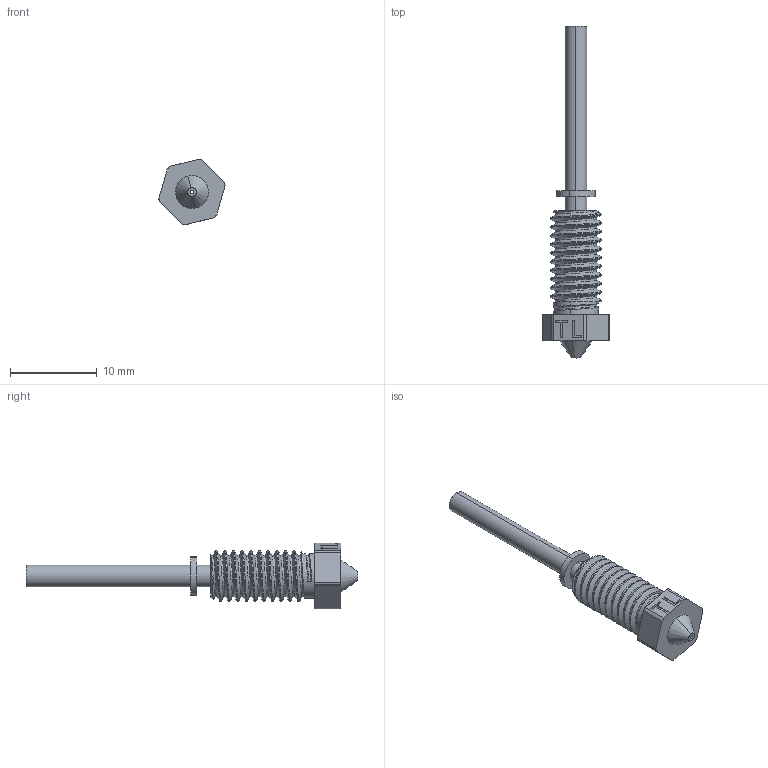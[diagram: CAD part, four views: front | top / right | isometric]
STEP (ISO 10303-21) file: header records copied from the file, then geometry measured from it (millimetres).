
FILE_DESCRIPTION (( 'STEP AP214' ), '1' );
FILE_NAME ('TUN-Nozzle-0.4mm.STEP', '2022-09-30T07:45:24', ( '' ), ( '' ), 'SwSTEP 2.0', 'SolidWorks 2020', '' );
FILE_SCHEMA (( 'AUTOMOTIVE_DESIGN' ));
Length unit declared in the file: millimetre
Products named in the file (4): titanV2_禱牉奪; titan-V2禱牉奪唳驗郲; TUN-Nozzle-0.4mm; titianV2_綰奪結え
Assembly tree (3 placements, depth 2):
  TUN-Nozzle-0.4mm
    titianV2_綰奪結え
    titanV2_禱牉奪
    titan-V2禱牉奪唳驗郲
Bounding box: 7.66 x 38.3 x 7.6 mm (x, y, z)
Volume: 397.6 mm3; surface area: 1004.2 mm2
Topology: 3 solids, 3 shells, 113 faces, 289 edges, 190 vertices
Faces by surface type: plane 54, cylinder 45, cone 11, bspline 3
Entity records: 5373 total; most frequent: CARTESIAN_POINT 2584, ORIENTED_EDGE 578, DIRECTION 522, EDGE_CURVE 289, VERTEX_POINT 190, AXIS2_PLACEMENT_3D 175, VECTOR 172, LINE 172
